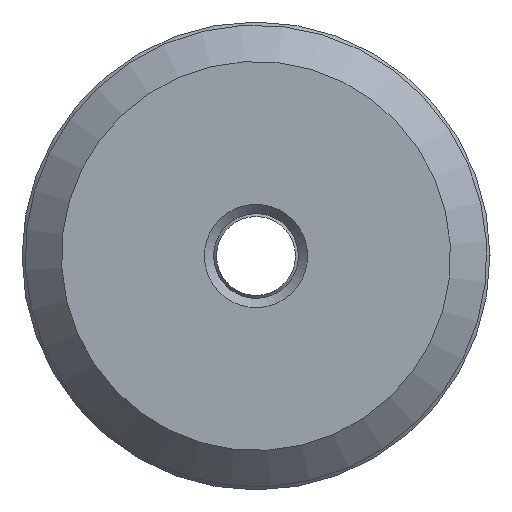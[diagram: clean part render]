
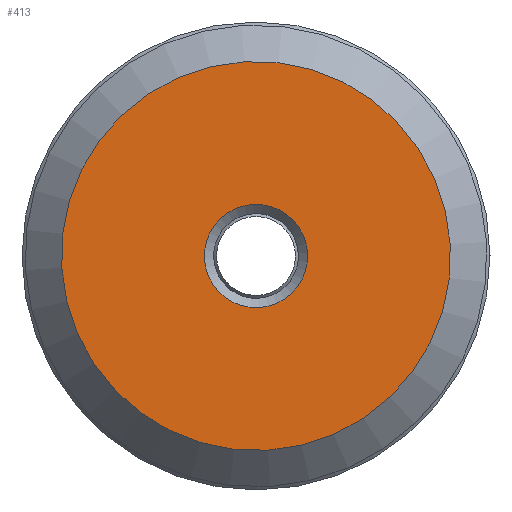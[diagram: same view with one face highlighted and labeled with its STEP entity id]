
A CAD part, left-side view. The second image highlights one B-rep face of the part: STEP entity #413.
In plain terms, the highlighted planar face has unit normal (-1, 0, 0).
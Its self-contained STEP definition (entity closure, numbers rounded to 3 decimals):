
#370=CARTESIAN_POINT('',(-18.735,-0.743,-0.783));
#371=VERTEX_POINT('',#370);
#372=CARTESIAN_POINT('',(-18.735,0.,0.));
#373=DIRECTION('',(1.0,0.,0.));
#374=DIRECTION('',(0.,-0.688,-0.725));
#375=AXIS2_PLACEMENT_3D('',#372,#373,#374);
#376=CIRCLE('',#375,1.08);
#377=EDGE_CURVE('',#371,#371,#376,.T.);
#387=CARTESIAN_POINT('',(-18.735,-2.798,-2.95));
#388=VERTEX_POINT('',#387);
#389=CARTESIAN_POINT('',(-18.735,0.,0.));
#390=DIRECTION('',(1.0,0.,0.));
#391=DIRECTION('',(0.,0.688,0.725));
#392=AXIS2_PLACEMENT_3D('',#389,#390,#391);
#393=CIRCLE('',#392,4.066);
#394=EDGE_CURVE('',#388,#388,#393,.T.);
#402=CARTESIAN_POINT('',(-18.735,-1.661,-1.751));
#403=DIRECTION('',(-1.0,0.0,0.0));
#404=DIRECTION('',(0.0,0.725,-0.688));
#405=AXIS2_PLACEMENT_3D('',#402,#403,#404);
#406=PLANE('',#405);
#407=ORIENTED_EDGE('',*,*,#394,.F.);
#408=EDGE_LOOP('',(#407));
#409=FACE_OUTER_BOUND('',#408,.T.);
#410=ORIENTED_EDGE('',*,*,#377,.T.);
#411=EDGE_LOOP('',(#410));
#412=FACE_BOUND('',#411,.T.);
#413=ADVANCED_FACE('',(#409,#412),#406,.T.);
